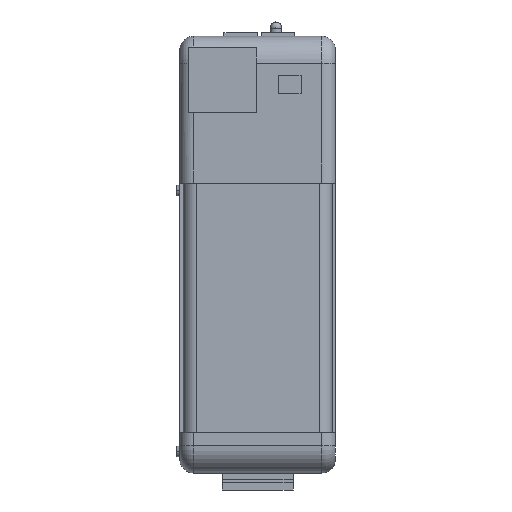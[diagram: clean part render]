
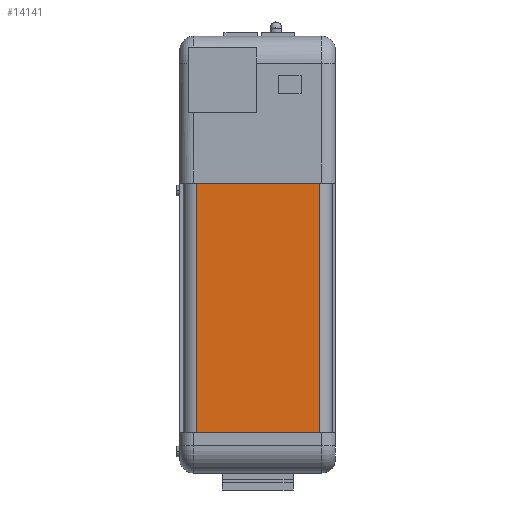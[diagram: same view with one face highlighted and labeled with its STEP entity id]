
A CAD part, front view. The second image highlights one B-rep face of the part: STEP entity #14141.
In plain terms, the highlighted planar face has unit normal (0, -1, 0).
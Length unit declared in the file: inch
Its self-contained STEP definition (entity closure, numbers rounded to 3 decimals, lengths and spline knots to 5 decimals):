
#215 = ORIENTED_EDGE ( 'NONE', *, *, #15296, .F. ) ;
#288 = EDGE_CURVE ( 'NONE', #2337, #8489, #1948, .T. ) ;
#579 = CARTESIAN_POINT ( 'NONE',  ( -0.5625, -2.9225, 0.655 ) ) ;
#1079 = ORIENTED_EDGE ( 'NONE', *, *, #6245, .T. ) ;
#1815 = LINE ( 'NONE', #3866, #8773 ) ;
#1925 = CARTESIAN_POINT ( 'NONE',  ( 0.5625, -2.9225, -1.63 ) ) ;
#1948 = LINE ( 'NONE', #11833, #5054 ) ;
#2337 = VERTEX_POINT ( 'NONE', #579 ) ;
#2709 = DIRECTION ( 'NONE',  ( 0., 0., -1. ) ) ;
#2865 = VECTOR ( 'NONE', #14423, 39.37008 ) ;
#3835 = FACE_OUTER_BOUND ( 'NONE', #8783, .T. ) ;
#3866 = CARTESIAN_POINT ( 'NONE',  ( 0.5625, -2.9225, -1.63 ) ) ;
#5054 = VECTOR ( 'NONE', #13138, 39.37008 ) ;
#5507 = PLANE ( 'NONE',  #8869 ) ;
#5558 = CARTESIAN_POINT ( 'NONE',  ( 0.5625, -2.9225, 0.655 ) ) ;
#6245 = EDGE_CURVE ( 'NONE', #7729, #2337, #12847, .T. ) ;
#6885 = DIRECTION ( 'NONE',  ( 0., 0., -1. ) ) ;
#7729 = VERTEX_POINT ( 'NONE', #9072 ) ;
#7744 = EDGE_CURVE ( 'NONE', #8795, #8489, #1815, .T. ) ;
#7813 = DIRECTION ( 'NONE',  ( -1., 0., 0. ) ) ;
#7868 = VECTOR ( 'NONE', #2709, 39.37008 ) ;
#8489 = VERTEX_POINT ( 'NONE', #9061 ) ;
#8773 = VECTOR ( 'NONE', #7813, 39.37008 ) ;
#8783 = EDGE_LOOP ( 'NONE', ( #16649, #215, #1079, #11621 ) ) ;
#8795 = VERTEX_POINT ( 'NONE', #1925 ) ;
#8869 = AXIS2_PLACEMENT_3D ( 'NONE', #5558, #14663, #6885 ) ;
#9061 = CARTESIAN_POINT ( 'NONE',  ( -0.5625, -2.9225, -1.63 ) ) ;
#9072 = CARTESIAN_POINT ( 'NONE',  ( 0.5625, -2.9225, 0.655 ) ) ;
#11621 = ORIENTED_EDGE ( 'NONE', *, *, #288, .T. ) ;
#11819 = CARTESIAN_POINT ( 'NONE',  ( 0.5625, -2.9225, 0.655 ) ) ;
#11833 = CARTESIAN_POINT ( 'NONE',  ( -0.5625, -2.9225, 0.655 ) ) ;
#12847 = LINE ( 'NONE', #13206, #2865 ) ;
#13138 = DIRECTION ( 'NONE',  ( 0., 0., -1. ) ) ;
#13206 = CARTESIAN_POINT ( 'NONE',  ( 0.5625, -2.9225, 0.655 ) ) ;
#14141 = ADVANCED_FACE ( 'NONE', ( #3835 ), #5507, .T. ) ;
#14423 = DIRECTION ( 'NONE',  ( -1., 0., 0. ) ) ;
#14663 = DIRECTION ( 'NONE',  ( 0., -1., 0. ) ) ;
#14776 = LINE ( 'NONE', #11819, #7868 ) ;
#15296 = EDGE_CURVE ( 'NONE', #7729, #8795, #14776, .T. ) ;
#16649 = ORIENTED_EDGE ( 'NONE', *, *, #7744, .F. ) ;
